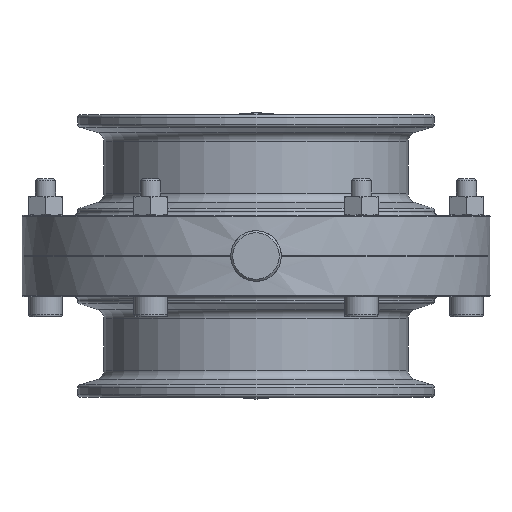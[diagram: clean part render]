
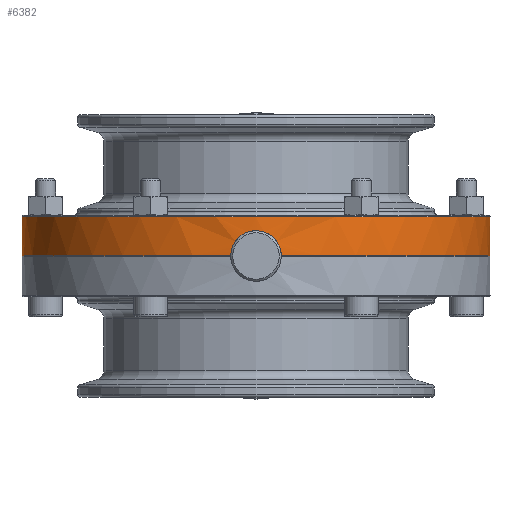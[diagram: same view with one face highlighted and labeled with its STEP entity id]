
A CAD part, front view. The second image highlights one B-rep face of the part: STEP entity #6382.
In plain terms, the highlighted cylindrical face has radius 69.5 mm (diameter 139 mm), a partial arc.
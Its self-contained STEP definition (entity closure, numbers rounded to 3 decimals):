
#297=B_SPLINE_CURVE_WITH_KNOTS('',3,(#9979,#9980,#9981,#9982,#9983,#9984,
#9985,#9986,#9987,#9988,#9989,#9990,#9991,#9992,#9993,#9994,#9995,#9996),
 .UNSPECIFIED.,.F.,.F.,(4,2,2,2,2,2,2,2,4),(2.272,2.545,
2.828,3.11,3.393,3.676,3.959,
4.241,4.514),.UNSPECIFIED.);
#652=FACE_OUTER_BOUND('',#1051,.T.);
#1051=EDGE_LOOP('',(#4298,#4299,#4300,#4301,#4302,#4303));
#1444=LINE('',#9673,#1829);
#1469=LINE('',#9955,#1854);
#1829=VECTOR('',#7734,10.);
#1854=VECTOR('',#7953,10.);
#2276=CIRCLE('',#7040,69.5);
#2283=CIRCLE('',#7053,69.5);
#2284=CIRCLE('',#7055,69.5);
#2601=VERTEX_POINT('',#9670);
#2602=VERTEX_POINT('',#9672);
#2667=VERTEX_POINT('',#9906);
#2671=VERTEX_POINT('',#9953);
#2677=VERTEX_POINT('',#9974);
#2678=VERTEX_POINT('',#9978);
#3190=EDGE_CURVE('',#2602,#2601,#1444,.T.);
#3285=EDGE_CURVE('',#2667,#2601,#2276,.T.);
#3287=EDGE_CURVE('',#2671,#2667,#1469,.T.);
#3297=EDGE_CURVE('',#2677,#2671,#2283,.T.);
#3298=EDGE_CURVE('',#2677,#2678,#297,.T.);
#3299=EDGE_CURVE('',#2602,#2678,#2284,.T.);
#4298=ORIENTED_EDGE('',*,*,#3287,.F.);
#4299=ORIENTED_EDGE('',*,*,#3297,.F.);
#4300=ORIENTED_EDGE('',*,*,#3298,.T.);
#4301=ORIENTED_EDGE('',*,*,#3299,.F.);
#4302=ORIENTED_EDGE('',*,*,#3190,.T.);
#4303=ORIENTED_EDGE('',*,*,#3285,.F.);
#5967=CYLINDRICAL_SURFACE('',#7054,69.5);
#6382=ADVANCED_FACE('',(#652),#5967,.T.);
#7040=AXIS2_PLACEMENT_3D('',#9951,#7947,#7948);
#7053=AXIS2_PLACEMENT_3D('',#9976,#7978,#7979);
#7054=AXIS2_PLACEMENT_3D('',#9977,#7980,#7981);
#7055=AXIS2_PLACEMENT_3D('',#9997,#7982,#7983);
#7734=DIRECTION('',(0.,0.,-1.));
#7947=DIRECTION('center_axis',(0.,0.,-1.));
#7948=DIRECTION('ref_axis',(0.,-1.,0.));
#7953=DIRECTION('',(0.,0.,-1.));
#7978=DIRECTION('center_axis',(0.,0.,1.));
#7979=DIRECTION('ref_axis',(1.,0.,0.));
#7980=DIRECTION('center_axis',(0.,0.,1.));
#7981=DIRECTION('ref_axis',(-0.001,-1.,0.));
#7982=DIRECTION('center_axis',(0.,0.,1.));
#7983=DIRECTION('ref_axis',(1.,0.,0.));
#9670=CARTESIAN_POINT('',(-25.38,64.7,-11.6));
#9672=CARTESIAN_POINT('',(-25.38,64.7,-0.1));
#9673=CARTESIAN_POINT('',(-25.38,64.7,-0.1));
#9906=CARTESIAN_POINT('',(25.469,64.665,-11.6));
#9951=CARTESIAN_POINT('Origin',(0.,0.,-11.6));
#9953=CARTESIAN_POINT('',(25.469,64.665,-0.1));
#9955=CARTESIAN_POINT('',(25.469,64.665,-0.1));
#9974=CARTESIAN_POINT('',(7.499,-69.094,-0.1));
#9976=CARTESIAN_POINT('Origin',(0.,0.,-0.1));
#9977=CARTESIAN_POINT('Origin',(0.,0.,-0.1));
#9978=CARTESIAN_POINT('',(-7.499,-69.094,-0.1));
#9979=CARTESIAN_POINT('Ctrl Pts',(7.499,-69.094,-0.1));
#9980=CARTESIAN_POINT('Ctrl Pts',(7.487,-69.096,-1.013));
#9981=CARTESIAN_POINT('Ctrl Pts',(7.298,-69.117,-1.98));
#9982=CARTESIAN_POINT('Ctrl Pts',(6.546,-69.192,-3.795));
#9983=CARTESIAN_POINT('Ctrl Pts',(5.969,-69.246,-4.638));
#9984=CARTESIAN_POINT('Ctrl Pts',(4.638,-69.348,-5.969));
#9985=CARTESIAN_POINT('Ctrl Pts',(3.795,-69.402,-6.546));
#9986=CARTESIAN_POINT('Ctrl Pts',(1.947,-69.479,-7.311));
#9987=CARTESIAN_POINT('Ctrl Pts',(0.943,-69.5,-7.5));
#9988=CARTESIAN_POINT('Ctrl Pts',(-0.943,-69.5,-7.5));
#9989=CARTESIAN_POINT('Ctrl Pts',(-1.947,-69.479,-7.311));
#9990=CARTESIAN_POINT('Ctrl Pts',(-3.795,-69.402,-6.546));
#9991=CARTESIAN_POINT('Ctrl Pts',(-4.638,-69.348,-5.969));
#9992=CARTESIAN_POINT('Ctrl Pts',(-5.969,-69.246,-4.638));
#9993=CARTESIAN_POINT('Ctrl Pts',(-6.546,-69.192,-3.795));
#9994=CARTESIAN_POINT('Ctrl Pts',(-7.298,-69.117,-1.98));
#9995=CARTESIAN_POINT('Ctrl Pts',(-7.487,-69.096,-1.013));
#9996=CARTESIAN_POINT('Ctrl Pts',(-7.499,-69.094,-0.1));
#9997=CARTESIAN_POINT('Origin',(0.,0.,-0.1));
